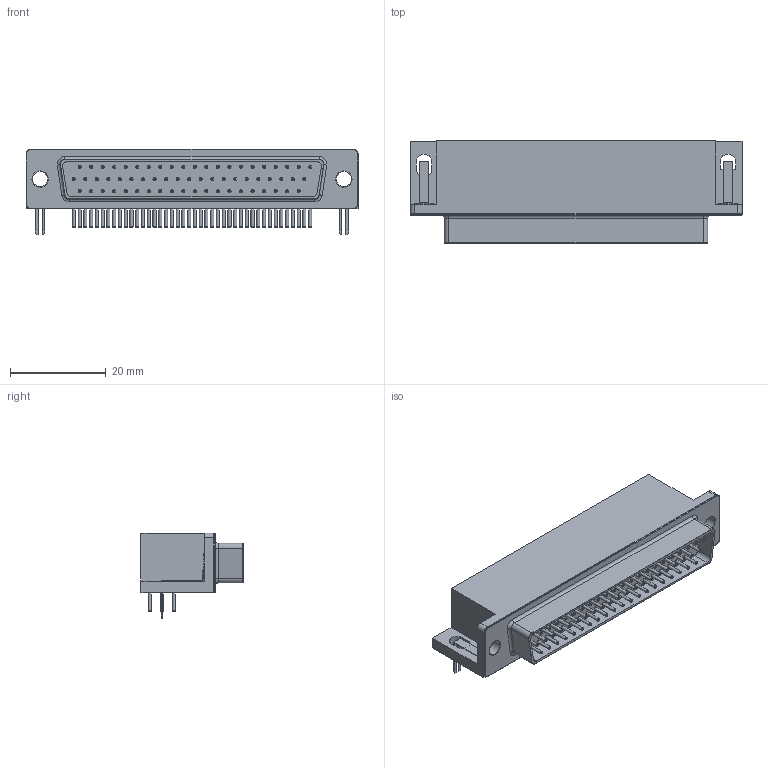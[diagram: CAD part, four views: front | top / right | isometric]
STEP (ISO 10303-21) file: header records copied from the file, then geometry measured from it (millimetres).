
FILE_DESCRIPTION(/* description */ ('model of DSUB-62-HD_Male_Horizontal_P2.41x2.54mm_EdgePinOffset8.35mm_Housed_MountingHolesOffset10.89mm'),/* implementation_level */ '2;1');
FILE_NAME(/* name */ 'DSUB-62-HD_Male_Horizontal_P2.41x2.54mm_EdgePinOffset8.35mm_Housed_MountingHolesOffset10.89mm.step',/* time_stamp */ '2024-11-10T12:19:07',/* author */ ('KiCAD','kicad'),/* organization */ ('OCCT'),/* preprocessor_version */ '',/* originating_system */ 'KiCAD',/* authorisation */ '');
FILE_SCHEMA(('AUTOMOTIVE_DESIGN { 1 0 10303 214 1 1 1 1 }'));
Length unit declared in the file: millimetre
Products named in the file (1): DSUB-62-HD_Male_Horizontal_P2.41x2.54mm_EdgePinOffset8.35mm_Housed_
MountingHolesOffset10.89mm
Bounding box: 69.4 x 21.33 x 17.9 mm (x, y, z)
Volume: 13231 mm3; surface area: 7112.6 mm2
Topology: 1 solids, 2 shells, 560 faces, 1134 edges, 702 vertices
Faces by surface type: cylinder 221, plane 197, torus 134, cone 4, revolution 4
Full cylindrical faces by diameter (mm): 0.64 x186, 3.2 x2, 4 x2
Entity records: 23026 total; most frequent: DIRECTION 2962, CARTESIAN_POINT 2809, ORIENTED_EDGE 2268, AXIS2_PLACEMENT_3D 1271, EDGE_CURVE 1134, PRESENTATION_STYLE_ASSIGNMENT 838, SURFACE_STYLE_USAGE 838, SURFACE_SIDE_STYLE 838
